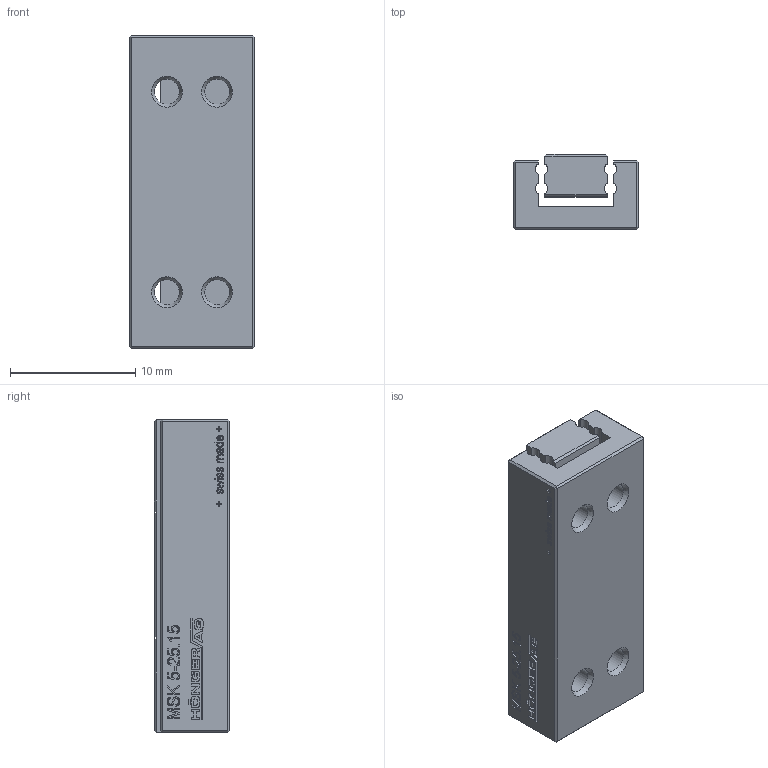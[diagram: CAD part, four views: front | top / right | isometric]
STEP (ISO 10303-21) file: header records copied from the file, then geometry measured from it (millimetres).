
FILE_DESCRIPTION(('FreeCAD Model'),'2;1');
FILE_NAME('MSK 5-25.15.step', '2020-11-16T21:28:25',('Author'),(''), 'Open CASCADE STEP processor 6.8','FreeCAD','Unknown');
FILE_SCHEMA(('AUTOMOTIVE_DESIGN_CC2 { 1 2 10303 214 -1 1 5 4 }'));
Length unit declared in the file: millimetre
Products named in the file (3): ASSEMBLY; DP; TT
Assembly tree (2 placements, depth 2):
  ASSEMBLY
    DP
    TT
Bounding box: 10 x 6 x 25 mm (x, y, z)
Volume: 1163.5 mm3; surface area: 1593.9 mm2
Topology: 2 solids, 2 shells, 715 faces, 1980 edges, 1302 vertices
Faces by surface type: extrusion 433, plane 264, cylinder 14, cone 4
Full cylindrical faces by diameter (mm): 2 x6
Entity records: 48774 total; most frequent: CARTESIAN_POINT 12233, DIRECTION 5191, VECTOR 4541, LINE 4108, ORIENTED_EDGE 3952, PCURVE 3952, DEFINITIONAL_REPRESENTATION 3952, B_SPLINE_CURVE_WITH_KNOTS 2189
